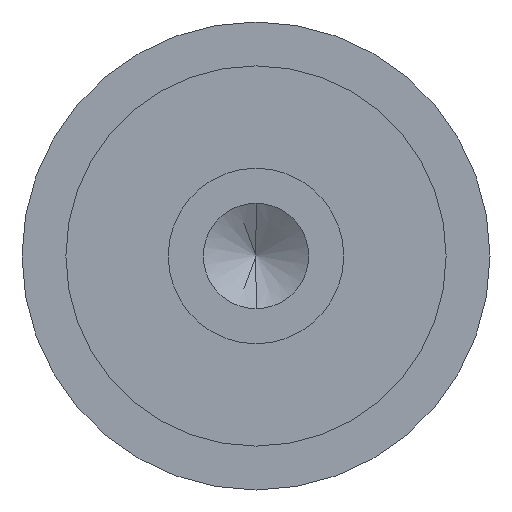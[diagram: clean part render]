
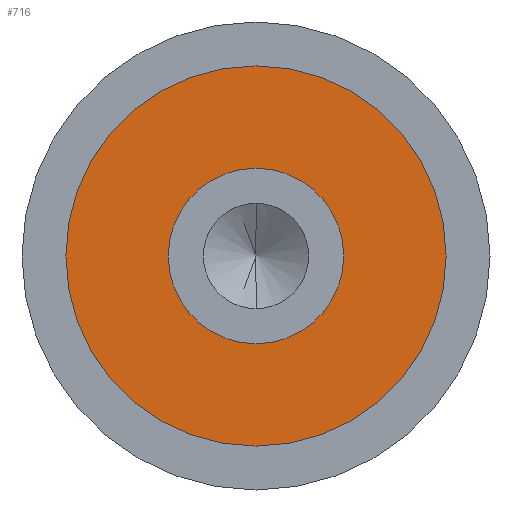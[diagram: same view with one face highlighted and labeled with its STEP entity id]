
A CAD part, front view. The second image highlights one B-rep face of the part: STEP entity #716.
In plain terms, the highlighted planar face has unit normal (0, -1, 0).
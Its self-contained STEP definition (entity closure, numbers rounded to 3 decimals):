
#19 = VERTEX_POINT ( 'NONE', #416 ) ;
#20 = CARTESIAN_POINT ( 'NONE',  ( 0., -13.7, -1.5 ) ) ;
#29 = EDGE_LOOP ( 'NONE', ( #543, #371 ) ) ;
#53 = FACE_OUTER_BOUND ( 'NONE', #835, .T. ) ;
#71 = DIRECTION ( 'NONE',  ( 0., -1., 0. ) ) ;
#113 = DIRECTION ( 'NONE',  ( 0., 0., -1. ) ) ;
#130 = CARTESIAN_POINT ( 'NONE',  ( 0., -13.7, 0. ) ) ;
#144 = CARTESIAN_POINT ( 'NONE',  ( 0., -13.7, 0. ) ) ;
#201 = CARTESIAN_POINT ( 'NONE',  ( 0., -13.7, 0. ) ) ;
#258 = CIRCLE ( 'NONE', #583, 1.5 ) ;
#338 = DIRECTION ( 'NONE',  ( 0., -1., 0. ) ) ;
#339 = DIRECTION ( 'NONE',  ( 0., -1., 0. ) ) ;
#356 = FACE_BOUND ( 'NONE', #29, .T. ) ;
#371 = ORIENTED_EDGE ( 'NONE', *, *, #538, .F. ) ;
#385 = VERTEX_POINT ( 'NONE', #620 ) ;
#416 = CARTESIAN_POINT ( 'NONE',  ( 0., -13.7, 3.25 ) ) ;
#419 = CARTESIAN_POINT ( 'NONE',  ( 0., -13.7, 0. ) ) ;
#429 = ORIENTED_EDGE ( 'NONE', *, *, #493, .T. ) ;
#433 = DIRECTION ( 'NONE',  ( 0., 0., 1. ) ) ;
#435 = PLANE ( 'NONE',  #436 ) ;
#436 = AXIS2_PLACEMENT_3D ( 'NONE', #647, #513, #433 ) ;
#491 = CARTESIAN_POINT ( 'NONE',  ( 0., -13.7, 1.5 ) ) ;
#493 = EDGE_CURVE ( 'NONE', #19, #385, #826, .T. ) ;
#495 = VERTEX_POINT ( 'NONE', #491 ) ;
#513 = DIRECTION ( 'NONE',  ( 0., 1., 0. ) ) ;
#538 = EDGE_CURVE ( 'NONE', #495, #857, #258, .T. ) ;
#543 = ORIENTED_EDGE ( 'NONE', *, *, #670, .F. ) ;
#559 = ORIENTED_EDGE ( 'NONE', *, *, #736, .T. ) ;
#564 = CIRCLE ( 'NONE', #696, 1.5 ) ;
#583 = AXIS2_PLACEMENT_3D ( 'NONE', #144, #71, #587 ) ;
#587 = DIRECTION ( 'NONE',  ( 0., 0., -1. ) ) ;
#620 = CARTESIAN_POINT ( 'NONE',  ( 0., -13.7, -3.25 ) ) ;
#647 = CARTESIAN_POINT ( 'NONE',  ( -3.25, -13.7, 0. ) ) ;
#670 = EDGE_CURVE ( 'NONE', #857, #495, #564, .T. ) ;
#696 = AXIS2_PLACEMENT_3D ( 'NONE', #419, #339, #113 ) ;
#703 = DIRECTION ( 'NONE',  ( 0., 0., -1. ) ) ;
#716 = ADVANCED_FACE ( 'NONE', ( #356, #53 ), #435, .F. ) ;
#736 = EDGE_CURVE ( 'NONE', #385, #19, #867, .T. ) ;
#757 = AXIS2_PLACEMENT_3D ( 'NONE', #130, #778, #703 ) ;
#778 = DIRECTION ( 'NONE',  ( 0., -1., 0. ) ) ;
#826 = CIRCLE ( 'NONE', #875, 3.25 ) ;
#830 = DIRECTION ( 'NONE',  ( 0., 0., -1. ) ) ;
#835 = EDGE_LOOP ( 'NONE', ( #559, #429 ) ) ;
#857 = VERTEX_POINT ( 'NONE', #20 ) ;
#867 = CIRCLE ( 'NONE', #757, 3.25 ) ;
#875 = AXIS2_PLACEMENT_3D ( 'NONE', #201, #338, #830 ) ;
